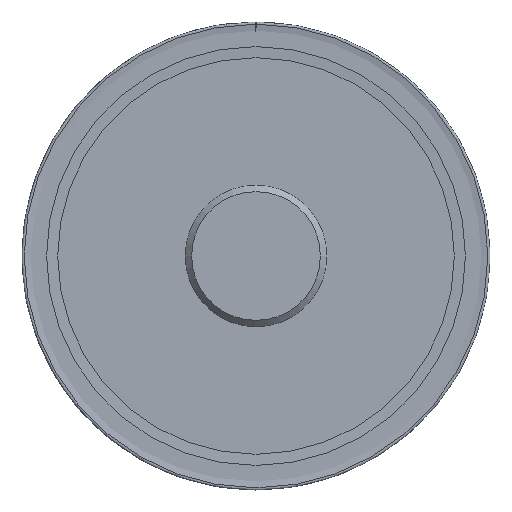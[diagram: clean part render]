
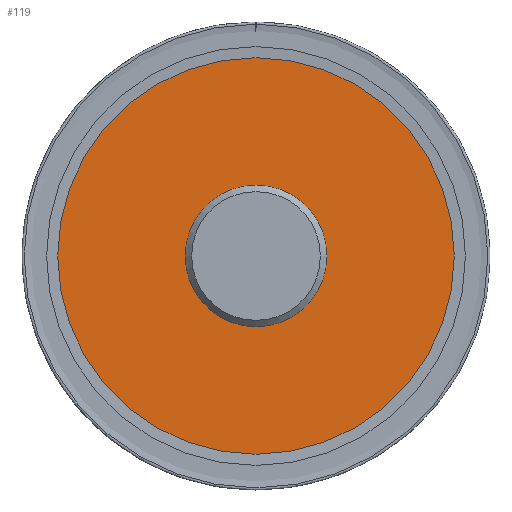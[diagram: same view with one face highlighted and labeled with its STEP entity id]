
A CAD part, left-side view. The second image highlights one B-rep face of the part: STEP entity #119.
In plain terms, the highlighted planar face has unit normal (-1, 0, 0).
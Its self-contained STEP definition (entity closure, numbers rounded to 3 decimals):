
#38=PLANE('',#662);
#51=FACE_BOUND('',#221,.T.);
#52=FACE_BOUND('',#222,.T.);
#119=ADVANCED_FACE('',(#51,#52),#38,.F.);
#221=EDGE_LOOP('',(#405));
#222=EDGE_LOOP('',(#406));
#405=ORIENTED_EDGE('',*,*,#539,.F.);
#406=ORIENTED_EDGE('',*,*,#538,.T.);
#462=VERTEX_POINT('',#1394);
#463=VERTEX_POINT('',#1397);
#538=EDGE_CURVE('',#462,#462,#597,.T.);
#539=EDGE_CURVE('',#463,#463,#598,.T.);
#597=CIRCLE('',#659,84.73);
#598=CIRCLE('',#661,30.25);
#659=AXIS2_PLACEMENT_3D('',#1393,#801,#802);
#661=AXIS2_PLACEMENT_3D('',#1396,#805,#806);
#662=AXIS2_PLACEMENT_3D('',#1398,#807,#808);
#801=DIRECTION('',(-1.,0.,0.));
#802=DIRECTION('',(0.,0.,1.));
#805=DIRECTION('',(-1.,0.,0.));
#806=DIRECTION('',(0.,0.,1.));
#807=DIRECTION('',(1.,0.,0.));
#808=DIRECTION('',(0.,0.,-1.));
#1393=CARTESIAN_POINT('',(0.75,0.,0.));
#1394=CARTESIAN_POINT('',(0.75,0.,84.73));
#1396=CARTESIAN_POINT('',(0.75,0.,0.));
#1397=CARTESIAN_POINT('',(0.75,0.,30.25));
#1398=CARTESIAN_POINT('',(0.75,30.25,0.));
